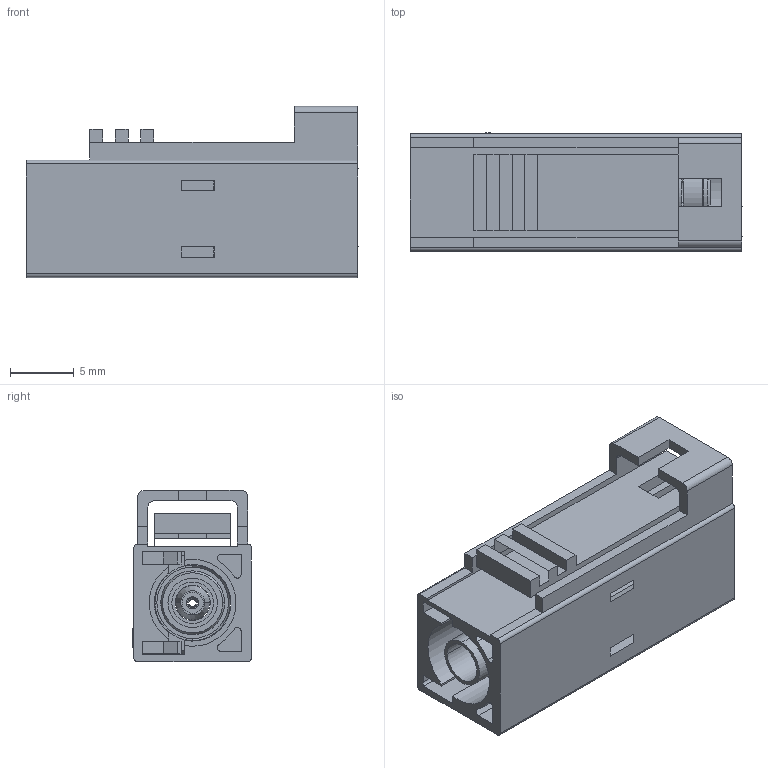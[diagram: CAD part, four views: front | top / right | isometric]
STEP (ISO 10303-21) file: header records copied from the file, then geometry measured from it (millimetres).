
FILE_DESCRIPTION((''),'2;1');
FILE_NAME('FA1-NCSJ-C01-0','2009-12-09T',('clementlazer'),(''),'PRO/ENGINEER BY PARAMETRIC TECHNOLOGY CORPORATION, 2008010','PRO/ENGINEER BY PARAMETRIC TECHNOLOGY CORPORATION, 2008010','');
FILE_SCHEMA(('CONFIG_CONTROL_DESIGN'));
Length unit declared in the file: millimetre
Products named in the file (1): FA1-NCSJ-C01-0
Bounding box: 26 x 9.3 x 13.4 mm (x, y, z)
Surface area: 2838.9 mm2 (no closed solid volume)
Topology: 0 solids, 61 shells, 237 faces, 2223 edges, 2030 vertices
Faces by surface type: plane 159, cylinder 53, cone 25
Entity records: 20160 total; most frequent: CARTESIAN_POINT 4673, DIRECTION 2857, ORIENTED_EDGE 2622, EDGE_CURVE 2223, VERTEX_POINT 2030, VECTOR 1979, LINE 1979, AXIS2_PLACEMENT_3D 439
